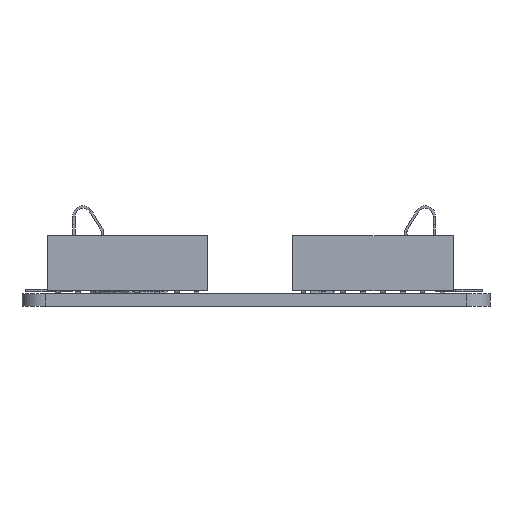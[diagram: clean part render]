
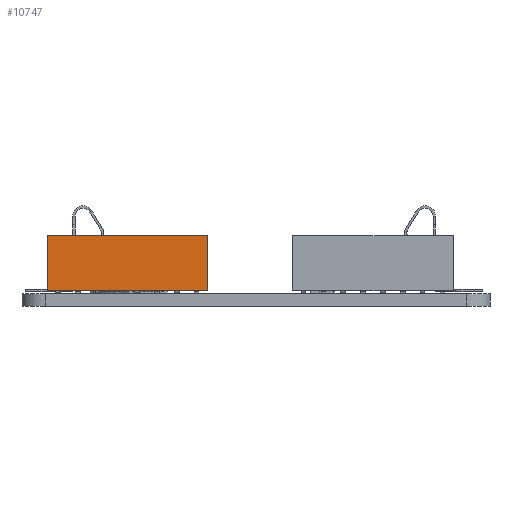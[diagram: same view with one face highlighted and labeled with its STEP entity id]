
A CAD part, front view. The second image highlights one B-rep face of the part: STEP entity #10747.
In plain terms, the highlighted face is planar.
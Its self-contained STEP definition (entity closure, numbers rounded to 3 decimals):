
#7581 = PLANE('',#7582);
#7582 = AXIS2_PLACEMENT_3D('',#7583,#7584,#7585);
#7583 = CARTESIAN_POINT('',(-1.27,-10.26,0.3));
#7584 = DIRECTION('',(0.,1.,0.));
#7585 = DIRECTION('',(1.,0.,0.));
#7609 = PLANE('',#7610);
#7610 = AXIS2_PLACEMENT_3D('',#7611,#7612,#7613);
#7611 = CARTESIAN_POINT('',(1.27,-10.26,7.4));
#7612 = DIRECTION('',(-0.,0.,-1.));
#7613 = DIRECTION('',(0.,-1.,-0.));
#7637 = PLANE('',#7638);
#7638 = AXIS2_PLACEMENT_3D('',#7639,#7640,#7641);
#7639 = CARTESIAN_POINT('',(1.27,10.26,0.3));
#7640 = DIRECTION('',(0.,-1.,0.));
#7641 = DIRECTION('',(-1.,0.,0.));
#7679 = VERTEX_POINT('',#7680);
#7680 = CARTESIAN_POINT('',(-1.27,-10.26,0.3));
#7696 = PLANE('',#7697);
#7697 = AXIS2_PLACEMENT_3D('',#7698,#7699,#7700);
#7698 = CARTESIAN_POINT('',(1.27,-10.26,0.3));
#7699 = DIRECTION('',(-0.,0.,-1.));
#7700 = DIRECTION('',(0.,-1.,-0.));
#7708 = EDGE_CURVE('',#7679,#7709,#7711,.T.);
#7709 = VERTEX_POINT('',#7710);
#7710 = CARTESIAN_POINT('',(-1.27,-10.26,7.4));
#7711 = SURFACE_CURVE('',#7712,(#7716,#7723),.PCURVE_S1.);
#7712 = LINE('',#7713,#7714);
#7713 = CARTESIAN_POINT('',(-1.27,-10.26,0.3));
#7714 = VECTOR('',#7715,1.);
#7715 = DIRECTION('',(0.,0.,1.));
#7716 = PCURVE('',#7581,#7717);
#7717 = DEFINITIONAL_REPRESENTATION('',(#7718),#7722);
#7718 = LINE('',#7719,#7720);
#7719 = CARTESIAN_POINT('',(0.,0.));
#7720 = VECTOR('',#7721,1.);
#7721 = DIRECTION('',(0.,-1.));
#7722 = ( GEOMETRIC_REPRESENTATION_CONTEXT(2) 
PARAMETRIC_REPRESENTATION_CONTEXT() REPRESENTATION_CONTEXT('2D SPACE',''
  ) );
#7723 = PCURVE('',#7724,#7729);
#7724 = PLANE('',#7725);
#7725 = AXIS2_PLACEMENT_3D('',#7726,#7727,#7728);
#7726 = CARTESIAN_POINT('',(-1.27,10.26,0.3));
#7727 = DIRECTION('',(1.,0.,0.));
#7728 = DIRECTION('',(0.,-1.,0.));
#7729 = DEFINITIONAL_REPRESENTATION('',(#7730),#7734);
#7730 = LINE('',#7731,#7732);
#7731 = CARTESIAN_POINT('',(20.52,0.));
#7732 = VECTOR('',#7733,1.);
#7733 = DIRECTION('',(0.,-1.));
#7734 = ( GEOMETRIC_REPRESENTATION_CONTEXT(2) 
PARAMETRIC_REPRESENTATION_CONTEXT() REPRESENTATION_CONTEXT('2D SPACE',''
  ) );
#7891 = VERTEX_POINT('',#7892);
#7892 = CARTESIAN_POINT('',(-1.27,10.26,7.4));
#7913 = EDGE_CURVE('',#7914,#7891,#7916,.T.);
#7914 = VERTEX_POINT('',#7915);
#7915 = CARTESIAN_POINT('',(-1.27,10.26,0.3));
#7916 = SURFACE_CURVE('',#7917,(#7921,#7928),.PCURVE_S1.);
#7917 = LINE('',#7918,#7919);
#7918 = CARTESIAN_POINT('',(-1.27,10.26,0.3));
#7919 = VECTOR('',#7920,1.);
#7920 = DIRECTION('',(0.,0.,1.));
#7921 = PCURVE('',#7637,#7922);
#7922 = DEFINITIONAL_REPRESENTATION('',(#7923),#7927);
#7923 = LINE('',#7924,#7925);
#7924 = CARTESIAN_POINT('',(2.54,0.));
#7925 = VECTOR('',#7926,1.);
#7926 = DIRECTION('',(0.,-1.));
#7927 = ( GEOMETRIC_REPRESENTATION_CONTEXT(2) 
PARAMETRIC_REPRESENTATION_CONTEXT() REPRESENTATION_CONTEXT('2D SPACE',''
  ) );
#7928 = PCURVE('',#7724,#7929);
#7929 = DEFINITIONAL_REPRESENTATION('',(#7930),#7934);
#7930 = LINE('',#7931,#7932);
#7931 = CARTESIAN_POINT('',(0.,0.));
#7932 = VECTOR('',#7933,1.);
#7933 = DIRECTION('',(0.,-1.));
#7934 = ( GEOMETRIC_REPRESENTATION_CONTEXT(2) 
PARAMETRIC_REPRESENTATION_CONTEXT() REPRESENTATION_CONTEXT('2D SPACE',''
  ) );
#8058 = EDGE_CURVE('',#7891,#7709,#8059,.T.);
#8059 = SURFACE_CURVE('',#8060,(#8064,#8071),.PCURVE_S1.);
#8060 = LINE('',#8061,#8062);
#8061 = CARTESIAN_POINT('',(-1.27,10.26,7.4));
#8062 = VECTOR('',#8063,1.);
#8063 = DIRECTION('',(0.,-1.,0.));
#8064 = PCURVE('',#7609,#8065);
#8065 = DEFINITIONAL_REPRESENTATION('',(#8066),#8070);
#8066 = LINE('',#8067,#8068);
#8067 = CARTESIAN_POINT('',(-20.52,2.54));
#8068 = VECTOR('',#8069,1.);
#8069 = DIRECTION('',(1.,0.));
#8070 = ( GEOMETRIC_REPRESENTATION_CONTEXT(2) 
PARAMETRIC_REPRESENTATION_CONTEXT() REPRESENTATION_CONTEXT('2D SPACE',''
  ) );
#8071 = PCURVE('',#7724,#8072);
#8072 = DEFINITIONAL_REPRESENTATION('',(#8073),#8077);
#8073 = LINE('',#8074,#8075);
#8074 = CARTESIAN_POINT('',(0.,-7.1));
#8075 = VECTOR('',#8076,1.);
#8076 = DIRECTION('',(1.,0.));
#8077 = ( GEOMETRIC_REPRESENTATION_CONTEXT(2) 
PARAMETRIC_REPRESENTATION_CONTEXT() REPRESENTATION_CONTEXT('2D SPACE',''
  ) );
#9017 = EDGE_CURVE('',#7914,#7679,#9018,.T.);
#9018 = SURFACE_CURVE('',#9019,(#9023,#9030),.PCURVE_S1.);
#9019 = LINE('',#9020,#9021);
#9020 = CARTESIAN_POINT('',(-1.27,10.26,0.3));
#9021 = VECTOR('',#9022,1.);
#9022 = DIRECTION('',(0.,-1.,0.));
#9023 = PCURVE('',#7696,#9024);
#9024 = DEFINITIONAL_REPRESENTATION('',(#9025),#9029);
#9025 = LINE('',#9026,#9027);
#9026 = CARTESIAN_POINT('',(-20.52,2.54));
#9027 = VECTOR('',#9028,1.);
#9028 = DIRECTION('',(1.,0.));
#9029 = ( GEOMETRIC_REPRESENTATION_CONTEXT(2) 
PARAMETRIC_REPRESENTATION_CONTEXT() REPRESENTATION_CONTEXT('2D SPACE',''
  ) );
#9030 = PCURVE('',#7724,#9031);
#9031 = DEFINITIONAL_REPRESENTATION('',(#9032),#9036);
#9032 = LINE('',#9033,#9034);
#9033 = CARTESIAN_POINT('',(0.,0.));
#9034 = VECTOR('',#9035,1.);
#9035 = DIRECTION('',(1.,0.));
#9036 = ( GEOMETRIC_REPRESENTATION_CONTEXT(2) 
PARAMETRIC_REPRESENTATION_CONTEXT() REPRESENTATION_CONTEXT('2D SPACE',''
  ) );
#10747 = ADVANCED_FACE('',(#10748),#7724,.F.);
#10748 = FACE_BOUND('',#10749,.F.);
#10749 = EDGE_LOOP('',(#10750,#10751,#10752,#10753));
#10750 = ORIENTED_EDGE('',*,*,#7913,.T.);
#10751 = ORIENTED_EDGE('',*,*,#8058,.T.);
#10752 = ORIENTED_EDGE('',*,*,#7708,.F.);
#10753 = ORIENTED_EDGE('',*,*,#9017,.F.);
